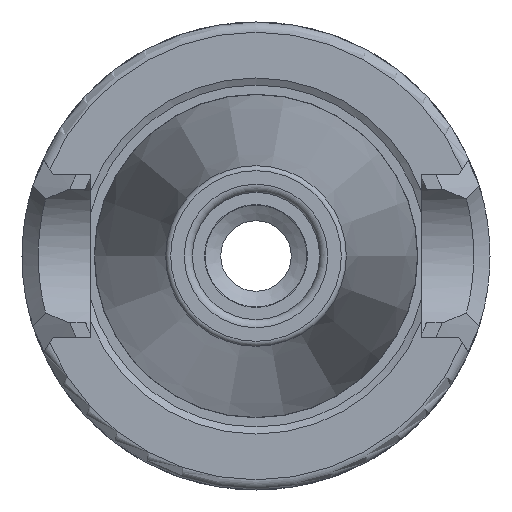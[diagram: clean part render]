
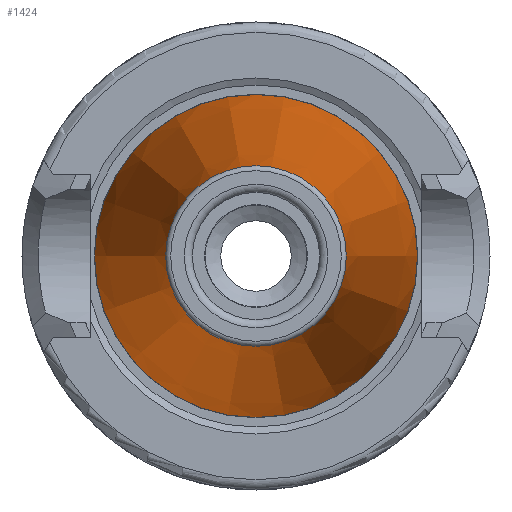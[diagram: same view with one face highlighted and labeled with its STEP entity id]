
A CAD part, left-side view. The second image highlights one B-rep face of the part: STEP entity #1424.
In plain terms, the highlighted conical face has half-angle 8.297 degrees and reference radius 12.377 mm.
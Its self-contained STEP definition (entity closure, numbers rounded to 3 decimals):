
#107=CONICAL_SURFACE('',#1619,12.377,0.145);
#179=FACE_OUTER_BOUND('',#260,.T.);
#260=EDGE_LOOP('',(#1286,#1287,#1288,#1289,#1290,#1291,#1292));
#335=LINE('',#2766,#405);
#405=VECTOR('',#2049,12.377);
#505=CIRCLE('',#1615,8.879);
#506=CIRCLE('',#1616,8.879);
#507=CIRCLE('',#1617,8.879);
#509=CIRCLE('',#1620,15.875);
#510=CIRCLE('',#1621,15.875);
#659=VERTEX_POINT('',#2754);
#660=VERTEX_POINT('',#2755);
#661=VERTEX_POINT('',#2757);
#662=VERTEX_POINT('',#2762);
#663=VERTEX_POINT('',#2763);
#872=EDGE_CURVE('',#659,#660,#505,.T.);
#873=EDGE_CURVE('',#661,#659,#506,.T.);
#874=EDGE_CURVE('',#660,#661,#507,.T.);
#876=EDGE_CURVE('',#662,#663,#509,.T.);
#877=EDGE_CURVE('',#663,#662,#510,.T.);
#878=EDGE_CURVE('',#663,#661,#335,.T.);
#1286=ORIENTED_EDGE('',*,*,#876,.F.);
#1287=ORIENTED_EDGE('',*,*,#877,.F.);
#1288=ORIENTED_EDGE('',*,*,#878,.T.);
#1289=ORIENTED_EDGE('',*,*,#873,.T.);
#1290=ORIENTED_EDGE('',*,*,#872,.T.);
#1291=ORIENTED_EDGE('',*,*,#874,.T.);
#1292=ORIENTED_EDGE('',*,*,#878,.F.);
#1424=ADVANCED_FACE('',(#179),#107,.T.);
#1615=AXIS2_PLACEMENT_3D('',#2756,#2035,#2036);
#1616=AXIS2_PLACEMENT_3D('',#2758,#2037,#2038);
#1617=AXIS2_PLACEMENT_3D('',#2759,#2039,#2040);
#1619=AXIS2_PLACEMENT_3D('',#2761,#2043,#2044);
#1620=AXIS2_PLACEMENT_3D('',#2764,#2045,#2046);
#1621=AXIS2_PLACEMENT_3D('',#2765,#2047,#2048);
#2035=DIRECTION('center_axis',(1.,0.,0.));
#2036=DIRECTION('ref_axis',(0.,0.,-1.));
#2037=DIRECTION('center_axis',(1.,0.,0.));
#2038=DIRECTION('ref_axis',(0.,0.,-1.));
#2039=DIRECTION('center_axis',(1.,0.,0.));
#2040=DIRECTION('ref_axis',(0.,0.,-1.));
#2043=DIRECTION('center_axis',(1.,0.,0.));
#2044=DIRECTION('ref_axis',(0.,1.,0.));
#2045=DIRECTION('center_axis',(1.,0.,0.));
#2046=DIRECTION('ref_axis',(0.,0.,-1.));
#2047=DIRECTION('center_axis',(1.,0.,0.));
#2048=DIRECTION('ref_axis',(0.,0.,-1.));
#2049=DIRECTION('',(-0.99,0.144,0.));
#2754=CARTESIAN_POINT('',(-47.972,8.879,0.));
#2755=CARTESIAN_POINT('',(-47.972,0.,8.879));
#2756=CARTESIAN_POINT('Origin',(-47.972,0.,
0.));
#2757=CARTESIAN_POINT('',(-47.972,-8.879,0.));
#2758=CARTESIAN_POINT('Origin',(-47.972,0.,
0.));
#2759=CARTESIAN_POINT('Origin',(-47.972,0.,
0.));
#2761=CARTESIAN_POINT('Origin',(-23.986,0.,
0.));
#2762=CARTESIAN_POINT('',(0.,15.875,0.));
#2763=CARTESIAN_POINT('',(0.,-15.875,0.));
#2764=CARTESIAN_POINT('Origin',(0.,0.,
0.));
#2765=CARTESIAN_POINT('Origin',(0.,0.,
0.));
#2766=CARTESIAN_POINT('',(-23.986,-12.377,0.));
